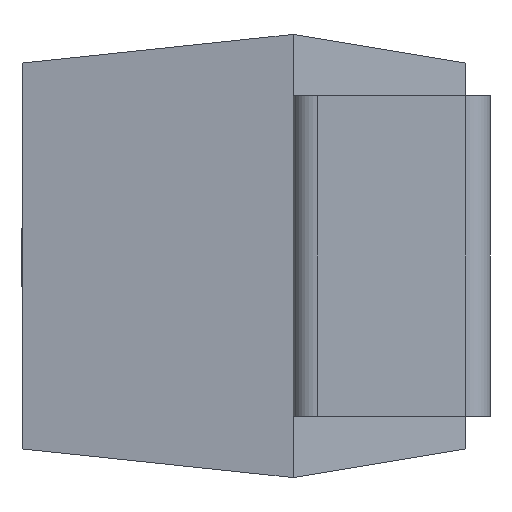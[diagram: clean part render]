
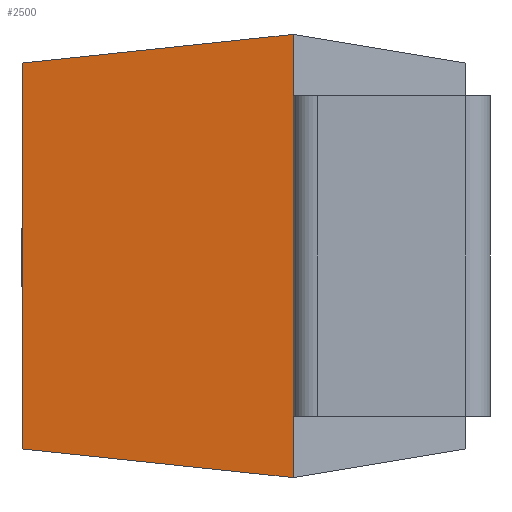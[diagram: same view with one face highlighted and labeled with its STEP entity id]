
A CAD part, left-side view. The second image highlights one B-rep face of the part: STEP entity #2500.
In plain terms, the highlighted planar face has unit normal (-0.995, 0.105, 0).
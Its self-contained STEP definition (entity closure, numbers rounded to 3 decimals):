
#344 = DIRECTION ( 'NONE',  ( 0., 0., 1. ) ) ;
#374 = ORIENTED_EDGE ( 'NONE', *, *, #2101, .F. ) ;
#422 = EDGE_CURVE ( 'NONE', #2336, #3503, #3470, .T. ) ;
#641 = CARTESIAN_POINT ( 'NONE',  ( -0.072, 0.015, -1.872 ) ) ;
#643 = VECTOR ( 'NONE', #650, 1000. ) ;
#650 = DIRECTION ( 'NONE',  ( -0.105, -0.989, -0.105 ) ) ;
#818 = CARTESIAN_POINT ( 'NONE',  ( 0.116, 1.8, -0.116 ) ) ;
#993 = LINE ( 'NONE', #2406, #2173 ) ;
#1045 = EDGE_CURVE ( 'NONE', #2486, #2336, #2991, .T. ) ;
#1061 = CARTESIAN_POINT ( 'NONE',  ( 0., 0.7, -1.8 ) ) ;
#1270 = CARTESIAN_POINT ( 'NONE',  ( -0.073, 0.008, -1.8 ) ) ;
#1338 = VECTOR ( 'NONE', #344, 1000. ) ;
#1467 = ORIENTED_EDGE ( 'NONE', *, *, #1045, .T. ) ;
#1489 = DIRECTION ( 'NONE',  ( 0., 0., 1. ) ) ;
#1550 = DIRECTION ( 'NONE',  ( -0.105, -0.994, 0. ) ) ;
#1668 = CARTESIAN_POINT ( 'NONE',  ( -0.053, 0.201, 0.053 ) ) ;
#1807 = EDGE_CURVE ( 'NONE', #2904, #3503, #3691, .T. ) ;
#1946 = CARTESIAN_POINT ( 'NONE',  ( 0., 0.7, 0. ) ) ;
#2101 = EDGE_CURVE ( 'NONE', #2486, #2904, #993, .T. ) ;
#2173 = VECTOR ( 'NONE', #1489, 1000. ) ;
#2336 = VERTEX_POINT ( 'NONE', #1061 ) ;
#2406 = CARTESIAN_POINT ( 'NONE',  ( 0.116, 1.8, -1.8 ) ) ;
#2472 = CARTESIAN_POINT ( 'NONE',  ( 0.116, 1.8, -1.684 ) ) ;
#2486 = VERTEX_POINT ( 'NONE', #2472 ) ;
#2498 = AXIS2_PLACEMENT_3D ( 'NONE', #1270, #3651, #1550 ) ;
#2500 = ADVANCED_FACE ( 'NONE', ( #3567 ), #3676, .T. ) ;
#2661 = ORIENTED_EDGE ( 'NONE', *, *, #422, .T. ) ;
#2740 = ORIENTED_EDGE ( 'NONE', *, *, #1807, .F. ) ;
#2759 = EDGE_LOOP ( 'NONE', ( #2740, #374, #1467, #2661 ) ) ;
#2873 = VECTOR ( 'NONE', #3793, 1000. ) ;
#2904 = VERTEX_POINT ( 'NONE', #818 ) ;
#2991 = LINE ( 'NONE', #641, #643 ) ;
#3470 = LINE ( 'NONE', #3898, #1338 ) ;
#3503 = VERTEX_POINT ( 'NONE', #1946 ) ;
#3567 = FACE_OUTER_BOUND ( 'NONE', #2759, .T. ) ;
#3651 = DIRECTION ( 'NONE',  ( -0.994, 0.105, 0. ) ) ;
#3676 = PLANE ( 'NONE',  #2498 ) ;
#3691 = LINE ( 'NONE', #1668, #2873 ) ;
#3793 = DIRECTION ( 'NONE',  ( -0.105, -0.989, 0.105 ) ) ;
#3898 = CARTESIAN_POINT ( 'NONE',  ( 0., 0.7, -1.8 ) ) ;
